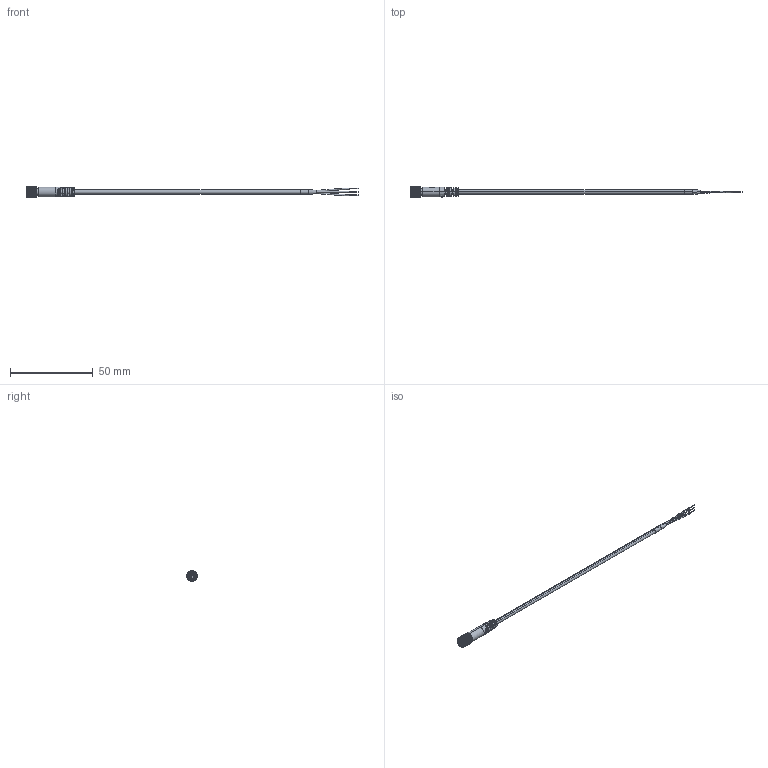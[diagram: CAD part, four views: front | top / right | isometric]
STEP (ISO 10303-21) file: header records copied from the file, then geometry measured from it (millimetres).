
FILE_DESCRIPTION (( 'STEP AP203' ), '1' );
FILE_NAME ('10-03014_revA.STEP', '2018-09-17T16:33:22', ( '' ), ( '' ), 'SwSTEP 2.0', 'SolidWorks 2015', '' );
FILE_SCHEMA (( 'CONFIG_CONTROL_DESIGN' ));
Length unit declared in the file: millimetre
Products named in the file (9): 50-00604; 24-00263; M5Female_socket; M5Female_inline threads; M5_oring_small; M5F3P; 10-03014_revA; 30-00653_s + t
Assembly tree (10 placements, depth 4):
  10-03014_revA
    30-00653_s + t
    24-00263
    50-00604
      M5Female_inline threads
      M5_oring_small
      M5F3P
        M5F3P
        M5Female_socket  x3
Bounding box: 200.85 x 6.5 x 6.5 mm (x, y, z)
Volume: 1576.3 mm3; surface area: 13313.5 mm2
Topology: 277 solids, 277 shells, 2797 faces, 5744 edges, 3518 vertices
Faces by surface type: cylinder 1125, bspline 838, plane 686, torus 136, cone 12
Entity records: 86915 total; most frequent: CARTESIAN_POINT 32496, ORIENTED_EDGE 11296, DIRECTION 9632, EDGE_CURVE 5648, AXIS2_PLACEMENT_3D 4006, VERTEX_POINT 3462, EDGE_LOOP 3068, ADVANCED_FACE 2753
